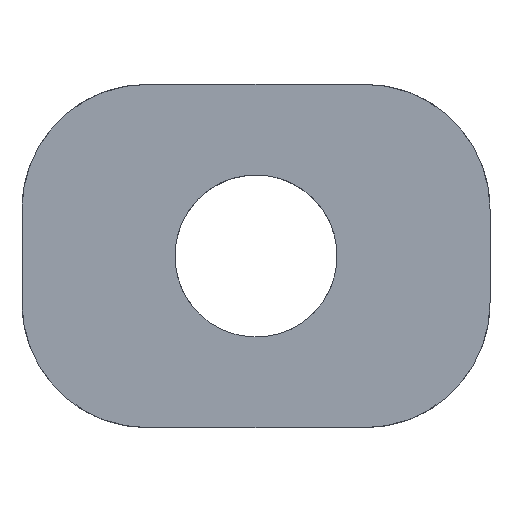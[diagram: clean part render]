
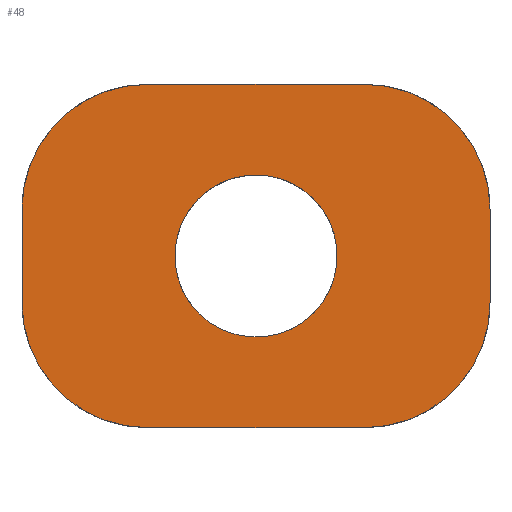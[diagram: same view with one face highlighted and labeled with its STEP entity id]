
A CAD part, top view. The second image highlights one B-rep face of the part: STEP entity #48.
In plain terms, the highlighted planar face has unit normal (0, 0, 1).
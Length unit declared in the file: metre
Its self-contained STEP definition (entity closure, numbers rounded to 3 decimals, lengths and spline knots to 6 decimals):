
#48 = ADVANCED_FACE( '', ( #66, #67 ), #68, .T. );
#66 = FACE_BOUND( '', #99, .T. );
#67 = FACE_OUTER_BOUND( '', #100, .T. );
#68 = PLANE( '', #101 );
#99 = EDGE_LOOP( '', ( #142 ) );
#100 = EDGE_LOOP( '', ( #143, #144, #145, #146, #147, #148, #149, #150 ) );
#101 = AXIS2_PLACEMENT_3D( '', #151, #152, #153 );
#142 = ORIENTED_EDGE( '', *, *, #256, .F. );
#143 = ORIENTED_EDGE( '', *, *, #257, .F. );
#144 = ORIENTED_EDGE( '', *, *, #258, .T. );
#145 = ORIENTED_EDGE( '', *, *, #249, .F. );
#146 = ORIENTED_EDGE( '', *, *, #259, .T. );
#147 = ORIENTED_EDGE( '', *, *, #260, .T. );
#148 = ORIENTED_EDGE( '', *, *, #261, .T. );
#149 = ORIENTED_EDGE( '', *, *, #262, .T. );
#150 = ORIENTED_EDGE( '', *, *, #263, .T. );
#151 = CARTESIAN_POINT( '', ( 0.015, 0.001139, 0. ) );
#152 = DIRECTION( '', ( 0., 0., 1. ) );
#153 = DIRECTION( '', ( 1., 0., 0. ) );
#249 = EDGE_CURVE( '', #287, #288, #289, .T. );
#256 = EDGE_CURVE( '', #300, #300, #301, .T. );
#257 = EDGE_CURVE( '', #302, #303, #304, .T. );
#258 = EDGE_CURVE( '', #302, #288, #305, .T. );
#259 = EDGE_CURVE( '', #287, #306, #307, .T. );
#260 = EDGE_CURVE( '', #306, #308, #309, .T. );
#261 = EDGE_CURVE( '', #308, #310, #311, .T. );
#262 = EDGE_CURVE( '', #310, #312, #313, .T. );
#263 = EDGE_CURVE( '', #312, #303, #314, .T. );
#287 = VERTEX_POINT( '', #351 );
#288 = VERTEX_POINT( '', #352 );
#289 = LINE( '', #353, #354 );
#300 = VERTEX_POINT( '', #369 );
#301 = CIRCLE( '', #370, 0.0026 );
#302 = VERTEX_POINT( '', #371 );
#303 = VERTEX_POINT( '', #372 );
#304 = LINE( '', #373, #374 );
#305 = CIRCLE( '', #375, 0.004 );
#306 = VERTEX_POINT( '', #376 );
#307 = CIRCLE( '', #377, 0.004 );
#308 = VERTEX_POINT( '', #378 );
#309 = LINE( '', #379, #380 );
#310 = VERTEX_POINT( '', #381 );
#311 = CIRCLE( '', #382, 0.004 );
#312 = VERTEX_POINT( '', #383 );
#313 = LINE( '', #384, #385 );
#314 = CIRCLE( '', #386, 0.004 );
#351 = CARTESIAN_POINT( '', ( 0.011, -0.0055, 0. ) );
#352 = CARTESIAN_POINT( '', ( 0.004, -0.0055, 0. ) );
#353 = CARTESIAN_POINT( '', ( 0.015, -0.0055, 0. ) );
#354 = VECTOR( '', #435, 1. );
#369 = CARTESIAN_POINT( '', ( 0.010003, 0.000705, 0. ) );
#370 = AXIS2_PLACEMENT_3D( '', #446, #447, #448 );
#371 = CARTESIAN_POINT( '', ( 0., -0.0015, 0. ) );
#372 = CARTESIAN_POINT( '', ( 0., 0.0015, 0. ) );
#373 = CARTESIAN_POINT( '', ( 0., 0.001139, 0. ) );
#374 = VECTOR( '', #449, 1. );
#375 = AXIS2_PLACEMENT_3D( '', #450, #451, #452 );
#376 = CARTESIAN_POINT( '', ( 0.015, -0.0015, 0. ) );
#377 = AXIS2_PLACEMENT_3D( '', #453, #454, #455 );
#378 = CARTESIAN_POINT( '', ( 0.015, 0.0015, 0. ) );
#379 = CARTESIAN_POINT( '', ( 0.015, 0.001139, 0. ) );
#380 = VECTOR( '', #456, 1. );
#381 = CARTESIAN_POINT( '', ( 0.011, 0.0055, 0. ) );
#382 = AXIS2_PLACEMENT_3D( '', #457, #458, #459 );
#383 = CARTESIAN_POINT( '', ( 0.004, 0.0055, 0. ) );
#384 = CARTESIAN_POINT( '', ( 0.015, 0.0055, 0. ) );
#385 = VECTOR( '', #460, 1. );
#386 = AXIS2_PLACEMENT_3D( '', #461, #462, #463 );
#435 = DIRECTION( '', ( -1., 0., 0. ) );
#446 = CARTESIAN_POINT( '', ( 0.0075, 0., 0. ) );
#447 = DIRECTION( '', ( 0., 0., 1. ) );
#448 = DIRECTION( '', ( 0.963, 0.271, 0. ) );
#449 = DIRECTION( '', ( 0., 1., 0. ) );
#450 = CARTESIAN_POINT( '', ( 0.004, -0.0015, 0. ) );
#451 = DIRECTION( '', ( 0., 0., 1. ) );
#452 = DIRECTION( '', ( 1., 0., 0. ) );
#453 = CARTESIAN_POINT( '', ( 0.011, -0.0015, 0. ) );
#454 = DIRECTION( '', ( 0., 0., 1. ) );
#455 = DIRECTION( '', ( 1., 0., 0. ) );
#456 = DIRECTION( '', ( 0., 1., 0. ) );
#457 = CARTESIAN_POINT( '', ( 0.011, 0.0015, 0. ) );
#458 = DIRECTION( '', ( 0., 0., 1. ) );
#459 = DIRECTION( '', ( 1., 0., 0. ) );
#460 = DIRECTION( '', ( -1., 0., 0. ) );
#461 = CARTESIAN_POINT( '', ( 0.004, 0.0015, 0. ) );
#462 = DIRECTION( '', ( 0., 0., 1. ) );
#463 = DIRECTION( '', ( 1., 0., 0. ) );
